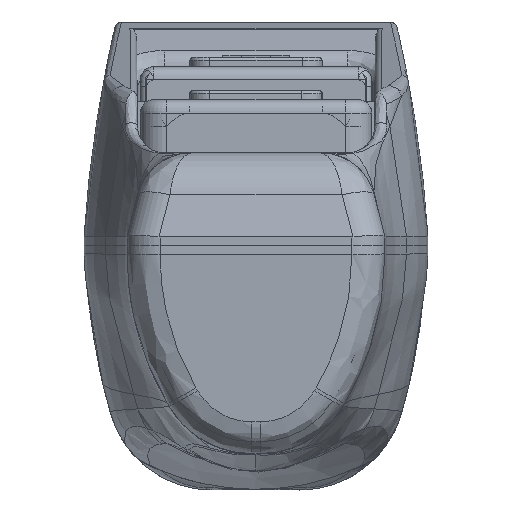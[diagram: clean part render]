
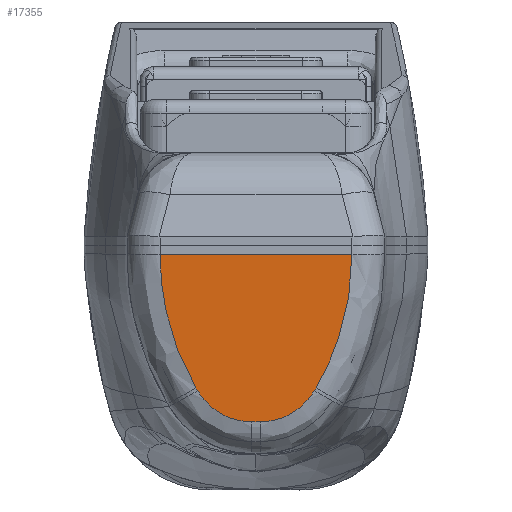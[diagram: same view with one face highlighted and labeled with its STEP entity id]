
A CAD part, front view. The second image highlights one B-rep face of the part: STEP entity #17355.
In plain terms, the highlighted planar face has unit normal (0, -0.999, -0.037).
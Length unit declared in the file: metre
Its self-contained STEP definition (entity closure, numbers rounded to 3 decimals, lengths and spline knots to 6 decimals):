
#2355=EDGE_CURVE('16:42340',#5545,#5534,#5692,.T.);
#2377=EDGE_CURVE('16:44065',#5718,#5534,#5719,.T.);
#2379=EDGE_CURVE('16:44068',#5718,#5721,#5722,.T.);
#2381=EDGE_CURVE('16:44071',#5724,#5721,#5725,.T.);
#2383=EDGE_CURVE('16:44074',#5724,#5727,#5728,.T.);
#2385=EDGE_CURVE('16:44077',#5730,#5727,#5731,.T.);
#2387=EDGE_CURVE('16:41422',#5730,#5733,#5734,.T.);
#2389=EDGE_CURVE('16:41416',#5545,#5733,#5736,.T.);
#5534=VERTEX_POINT('',#10324);
#5545=VERTEX_POINT('',#10350);
#5692=LINE('',#10643,#10644);
#5718=VERTEX_POINT('',#10707);
#5719=B_SPLINE_CURVE_WITH_KNOTS('',3,(#10708,#10709,#10710,#10711,#10712,#10713,#10714),.UNSPECIFIED.,.F.,.F.,(4,1,1,1,4),(0.0,0.25,0.5,0.75,1.0),.UNSPECIFIED.);
#5721=VERTEX_POINT('',#10717);
#5722=LINE('',#10718,#10719);
#5724=VERTEX_POINT('',#10722);
#5725=B_SPLINE_CURVE_WITH_KNOTS('',3,(#10723,#10724,#10725,#10726,#10727,#10728,#10729,#10730,#10731),.UNSPECIFIED.,.F.,.F.,(4,1,1,1,1,1,4),(0.0,0.166667,0.333333,0.5,0.666667,0.833333,1.0),.UNSPECIFIED.);
#5727=VERTEX_POINT('',#10734);
#5728=LINE('',#10735,#10736);
#5730=VERTEX_POINT('',#10739);
#5731=B_SPLINE_CURVE_WITH_KNOTS('',3,(#10740,#10741,#10742,#10743,#10744,#10745,#10746,#10747,#10748),.UNSPECIFIED.,.F.,.F.,(4,1,1,1,1,1,4),(0.0,0.166667,0.333333,0.5,0.666667,0.833333,1.0),.UNSPECIFIED.);
#5733=VERTEX_POINT('',#10751);
#5734=LINE('',#10752,#10753);
#5736=B_SPLINE_CURVE_WITH_KNOTS('',3,(#10756,#10757,#10758,#10759,#10760,#10761,#10762),.UNSPECIFIED.,.F.,.F.,(4,1,1,1,4),(0.0,0.25,0.5,0.75,1.0),.UNSPECIFIED.);
#10324=CARTESIAN_POINT('',(0.005,0.,0.0356));
#10350=CARTESIAN_POINT('',(0.034,0.,0.0356));
#10643=CARTESIAN_POINT('',(0.034,0.,0.0356));
#10644=VECTOR('',#20827,0.029);
#10707=CARTESIAN_POINT('',(0.010417,0.000757,0.015448));
#10708=CARTESIAN_POINT('',(0.010417,0.000757,0.015448));
#10709=CARTESIAN_POINT('',(0.009522,0.000699,0.016976));
#10710=CARTESIAN_POINT('',(0.007954,0.000581,0.020119));
#10711=CARTESIAN_POINT('',(0.006237,0.000393,0.025136));
#10712=CARTESIAN_POINT('',(0.00521,0.000198,0.030333));
#10713=CARTESIAN_POINT('',(0.004993,0.000066,0.033834));
#10714=CARTESIAN_POINT('',(0.005,0.,0.0356));
#10717=CARTESIAN_POINT('',(0.010673,0.000773,0.015011));
#10718=CARTESIAN_POINT('',(0.010417,0.000757,0.015448));
#10719=VECTOR('',#20842,0.000507);
#10722=CARTESIAN_POINT('',(0.01887,0.000949,0.010312));
#10723=CARTESIAN_POINT('',(0.01887,0.000949,0.010312));
#10724=CARTESIAN_POINT('',(0.018315,0.000949,0.010312));
#10725=CARTESIAN_POINT('',(0.017225,0.000946,0.010408));
#10726=CARTESIAN_POINT('',(0.015626,0.00093,0.010832));
#10727=CARTESIAN_POINT('',(0.014124,0.000904,0.011529));
#10728=CARTESIAN_POINT('',(0.012764,0.000868,0.012472));
#10729=CARTESIAN_POINT('',(0.011588,0.000824,0.013638));
#10730=CARTESIAN_POINT('',(0.010953,0.000791,0.014532));
#10731=CARTESIAN_POINT('',(0.010673,0.000773,0.015011));
#10734=CARTESIAN_POINT('',(0.02013,0.000949,0.010312));
#10735=CARTESIAN_POINT('',(0.01887,0.000949,0.010312));
#10736=VECTOR('',#20843,0.00126);
#10739=CARTESIAN_POINT('',(0.028327,0.000773,0.015011));
#10740=CARTESIAN_POINT('',(0.028327,0.000773,0.015011));
#10741=CARTESIAN_POINT('',(0.028047,0.000791,0.014532));
#10742=CARTESIAN_POINT('',(0.027412,0.000824,0.013638));
#10743=CARTESIAN_POINT('',(0.026236,0.000868,0.012472));
#10744=CARTESIAN_POINT('',(0.024876,0.000904,0.011529));
#10745=CARTESIAN_POINT('',(0.023374,0.00093,0.010832));
#10746=CARTESIAN_POINT('',(0.021775,0.000946,0.010408));
#10747=CARTESIAN_POINT('',(0.020685,0.000949,0.010312));
#10748=CARTESIAN_POINT('',(0.02013,0.000949,0.010312));
#10751=CARTESIAN_POINT('',(0.028583,0.000757,0.015448));
#10752=CARTESIAN_POINT('',(0.028327,0.000773,0.015011));
#10753=VECTOR('',#20844,0.000507);
#10756=CARTESIAN_POINT('',(0.034,0.,0.0356));
#10757=CARTESIAN_POINT('',(0.034007,0.000066,0.033834));
#10758=CARTESIAN_POINT('',(0.03379,0.000198,0.030333));
#10759=CARTESIAN_POINT('',(0.032763,0.000393,0.025136));
#10760=CARTESIAN_POINT('',(0.031046,0.000581,0.020119));
#10761=CARTESIAN_POINT('',(0.029478,0.000699,0.016976));
#10762=CARTESIAN_POINT('',(0.028583,0.000757,0.015448));
#17355=ADVANCED_FACE('16:40093',(#22865),#22866,.F.);
#20827=DIRECTION('',(-1.0,0.0,0.0));
#20842=DIRECTION('',(0.505,0.032,-0.862));
#20843=DIRECTION('',(1.0,0.0,-0.0));
#20844=DIRECTION('',(0.505,-0.032,0.862));
#22865=FACE_OUTER_BOUND('',#26858,.T.);
#22866=PLANE('',#26859);
#26858=EDGE_LOOP('',(#37683,#37684,#37685,#37686,#37687,#37688,#37689,#37690));
#26859=AXIS2_PLACEMENT_3D('',#37691,#37692,#37693);
#37683=ORIENTED_EDGE('',*,*,#2355,.T.);
#37684=ORIENTED_EDGE('',*,*,#2377,.F.);
#37685=ORIENTED_EDGE('',*,*,#2379,.T.);
#37686=ORIENTED_EDGE('',*,*,#2381,.F.);
#37687=ORIENTED_EDGE('',*,*,#2383,.T.);
#37688=ORIENTED_EDGE('',*,*,#2385,.F.);
#37689=ORIENTED_EDGE('',*,*,#2387,.T.);
#37690=ORIENTED_EDGE('',*,*,#2389,.F.);
#37691=CARTESIAN_POINT('',(0.05097,0.00113,0.0055));
#37692=DIRECTION('',(0.0,0.999,0.038));
#37693=DIRECTION('',(0.0,-0.038,0.999));
